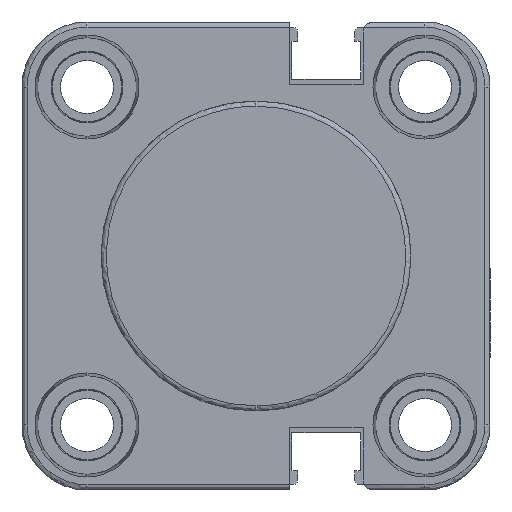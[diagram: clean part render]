
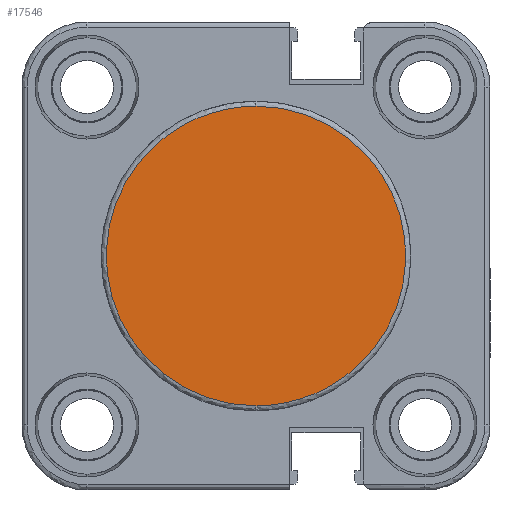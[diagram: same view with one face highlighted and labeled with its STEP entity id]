
A CAD part, left-side view. The second image highlights one B-rep face of the part: STEP entity #17546.
In plain terms, the highlighted planar face has unit normal (-1, 0, 0).
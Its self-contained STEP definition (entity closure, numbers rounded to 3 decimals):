
#74 = CARTESIAN_POINT ( 'NONE',  ( 0., 0., -14.4 ) ) ;
#581 = AXIS2_PLACEMENT_3D ( 'NONE', #18598, #10021, #11362 ) ;
#743 = CARTESIAN_POINT ( 'NONE',  ( 0., 0., 14.4 ) ) ;
#3279 =( BOUNDED_CURVE ( )  B_SPLINE_CURVE ( 3, ( #7384, #11630, #11813, #74 ),
 .UNSPECIFIED., .F., .F. ) 
 B_SPLINE_CURVE_WITH_KNOTS ( ( 4, 4 ),
 ( 0., 1. ),
 .UNSPECIFIED. ) 
 CURVE ( )  GEOMETRIC_REPRESENTATION_ITEM ( )  RATIONAL_B_SPLINE_CURVE ( ( 1., 0.333, 0.333, 1. ) ) 
 REPRESENTATION_ITEM ( '' )  );
#3987 = EDGE_LOOP ( 'NONE', ( #10944, #4117 ) ) ;
#4117 = ORIENTED_EDGE ( 'NONE', *, *, #10033, .F. ) ;
#6930 = PLANE ( 'NONE',  #581 ) ;
#7067 = VERTEX_POINT ( 'NONE', #9630 ) ;
#7384 = CARTESIAN_POINT ( 'NONE',  ( 0., 0., 14.4 ) ) ;
#9630 = CARTESIAN_POINT ( 'NONE',  ( 0., 0., 14.4 ) ) ;
#10021 = DIRECTION ( 'NONE',  ( -1., 0., 0. ) ) ;
#10033 = EDGE_CURVE ( 'NONE', #7067, #15755, #3279, .T. ) ;
#10944 = ORIENTED_EDGE ( 'NONE', *, *, #14060, .F. ) ;
#11362 = DIRECTION ( 'NONE',  ( 0., 0., 1. ) ) ;
#11630 = CARTESIAN_POINT ( 'NONE',  ( 0., -28.8, 14.4 ) ) ;
#11813 = CARTESIAN_POINT ( 'NONE',  ( 0., -28.8, -14.4 ) ) ;
#12464 = CARTESIAN_POINT ( 'NONE',  ( 0., 28.8, -14.4 ) ) ;
#13729 = CARTESIAN_POINT ( 'NONE',  ( 0., 0., -14.4 ) ) ;
#14060 = EDGE_CURVE ( 'NONE', #15755, #7067, #14472, .T. ) ;
#14472 =( BOUNDED_CURVE ( )  B_SPLINE_CURVE ( 3, ( #13729, #12464, #16853, #743 ),
 .UNSPECIFIED., .F., .F. ) 
 B_SPLINE_CURVE_WITH_KNOTS ( ( 4, 4 ),
 ( 0., 1. ),
 .UNSPECIFIED. ) 
 CURVE ( )  GEOMETRIC_REPRESENTATION_ITEM ( )  RATIONAL_B_SPLINE_CURVE ( ( 1., 0.333, 0.333, 1. ) ) 
 REPRESENTATION_ITEM ( '' )  );
#15393 = CARTESIAN_POINT ( 'NONE',  ( 0., 0., -14.4 ) ) ;
#15755 = VERTEX_POINT ( 'NONE', #15393 ) ;
#16853 = CARTESIAN_POINT ( 'NONE',  ( 0., 28.8, 14.4 ) ) ;
#16865 = FACE_OUTER_BOUND ( 'NONE', #3987, .T. ) ;
#17546 = ADVANCED_FACE ( 'NONE', ( #16865 ), #6930, .T. ) ;
#18598 = CARTESIAN_POINT ( 'NONE',  ( 0., 0., 0. ) ) ;
